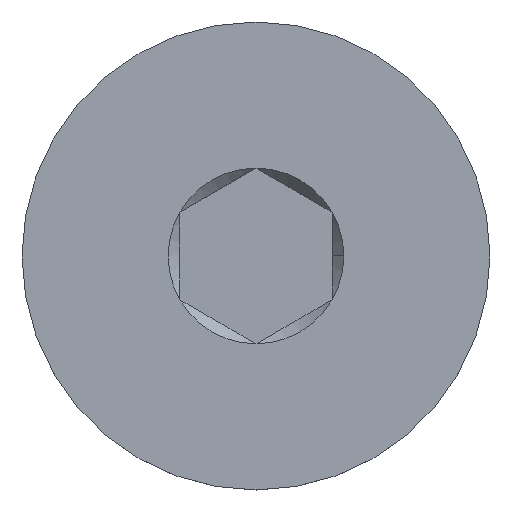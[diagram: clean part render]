
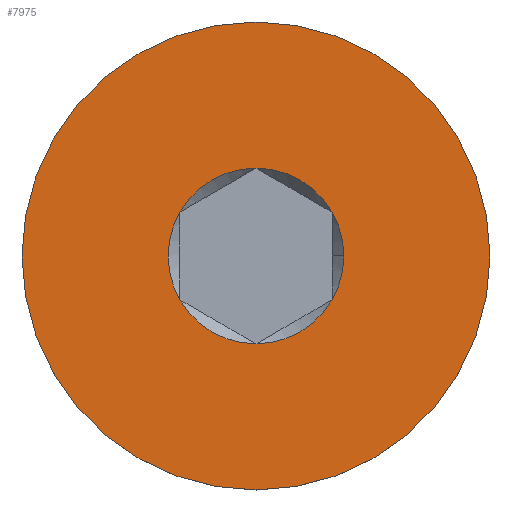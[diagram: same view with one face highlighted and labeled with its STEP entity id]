
A CAD part, top view. The second image highlights one B-rep face of the part: STEP entity #7975.
In plain terms, the highlighted planar face has unit normal (0, 0, 1).
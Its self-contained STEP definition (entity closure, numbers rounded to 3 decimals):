
#64 = PLANE ( 'NONE',  #606 ) ;
#380 = VERTEX_POINT ( 'NONE', #5869 ) ;
#410 = CIRCLE ( 'NONE', #2922, 0.751 ) ;
#419 = ORIENTED_EDGE ( 'NONE', *, *, #8800, .F. ) ;
#606 = AXIS2_PLACEMENT_3D ( 'NONE', #2273, #830, #6130 ) ;
#637 = ORIENTED_EDGE ( 'NONE', *, *, #9640, .F. ) ;
#735 = CARTESIAN_POINT ( 'NONE',  ( 0., 0., 0. ) ) ;
#775 = DIRECTION ( 'NONE',  ( 0., 0., 1. ) ) ;
#830 = DIRECTION ( 'NONE',  ( 0., 0., 1. ) ) ;
#943 = VERTEX_POINT ( 'NONE', #2145 ) ;
#1024 = CARTESIAN_POINT ( 'NONE',  ( 0.65, 0.375, 0. ) ) ;
#1244 = CARTESIAN_POINT ( 'NONE',  ( 0., 0., 0. ) ) ;
#1245 = CARTESIAN_POINT ( 'NONE',  ( 0., 0., 0. ) ) ;
#1318 = ORIENTED_EDGE ( 'NONE', *, *, #8743, .F. ) ;
#1479 = DIRECTION ( 'NONE',  ( 1., 0., 0. ) ) ;
#1895 = CARTESIAN_POINT ( 'NONE',  ( 0., -2., 0. ) ) ;
#2013 = DIRECTION ( 'NONE',  ( 1., 0., 0. ) ) ;
#2014 = DIRECTION ( 'NONE',  ( 1., 0., 0. ) ) ;
#2145 = CARTESIAN_POINT ( 'NONE',  ( -0.65, -0.375, 0. ) ) ;
#2273 = CARTESIAN_POINT ( 'NONE',  ( 0., -1., 0. ) ) ;
#2349 = AXIS2_PLACEMENT_3D ( 'NONE', #735, #6045, #1479 ) ;
#2449 = DIRECTION ( 'NONE',  ( 0., 0., 1. ) ) ;
#2853 = CARTESIAN_POINT ( 'NONE',  ( 0., 2., 0. ) ) ;
#2922 = AXIS2_PLACEMENT_3D ( 'NONE', #8449, #3897, #9205 ) ;
#2956 = ORIENTED_EDGE ( 'NONE', *, *, #3826, .F. ) ;
#3010 = CIRCLE ( 'NONE', #2349, 0.751 ) ;
#3246 = CARTESIAN_POINT ( 'NONE',  ( 0., 0., 0. ) ) ;
#3265 = EDGE_LOOP ( 'NONE', ( #4380, #6648 ) ) ;
#3754 = EDGE_CURVE ( 'NONE', #8230, #4318, #7825, .T. ) ;
#3826 = EDGE_CURVE ( 'NONE', #943, #380, #5564, .T. ) ;
#3860 = CARTESIAN_POINT ( 'NONE',  ( 0., 0., 0. ) ) ;
#3886 = DIRECTION ( 'NONE',  ( 0., 0., 1. ) ) ;
#3897 = DIRECTION ( 'NONE',  ( 0., 0., 1. ) ) ;
#3998 = CARTESIAN_POINT ( 'NONE',  ( 0.65, -0.375, 0. ) ) ;
#4018 = DIRECTION ( 'NONE',  ( 1., 0., 0. ) ) ;
#4318 = VERTEX_POINT ( 'NONE', #1895 ) ;
#4380 = ORIENTED_EDGE ( 'NONE', *, *, #7211, .T. ) ;
#4390 = EDGE_CURVE ( 'NONE', #7841, #9066, #5062, .T. ) ;
#4472 = AXIS2_PLACEMENT_3D ( 'NONE', #1244, #6559, #2013 ) ;
#4589 = CIRCLE ( 'NONE', #5171, 0.751 ) ;
#4634 = DIRECTION ( 'NONE',  ( 0., -1., 0. ) ) ;
#4691 = CARTESIAN_POINT ( 'NONE',  ( 0., 0.751, 0. ) ) ;
#4814 = ORIENTED_EDGE ( 'NONE', *, *, #9784, .F. ) ;
#4859 = EDGE_CURVE ( 'NONE', #5749, #8962, #4589, .T. ) ;
#5062 = CIRCLE ( 'NONE', #4472, 0.751 ) ;
#5171 = AXIS2_PLACEMENT_3D ( 'NONE', #1245, #6560, #2014 ) ;
#5327 = CARTESIAN_POINT ( 'NONE',  ( 0., 0., 0. ) ) ;
#5336 = ORIENTED_EDGE ( 'NONE', *, *, #4859, .F. ) ;
#5403 = AXIS2_PLACEMENT_3D ( 'NONE', #8440, #3886, #9192 ) ;
#5564 = CIRCLE ( 'NONE', #8470, 0.751 ) ;
#5592 = CIRCLE ( 'NONE', #6832, 2. ) ;
#5617 = AXIS2_PLACEMENT_3D ( 'NONE', #5327, #775, #6081 ) ;
#5749 = VERTEX_POINT ( 'NONE', #3998 ) ;
#5869 = CARTESIAN_POINT ( 'NONE',  ( 0., -0.751, 0. ) ) ;
#5956 = AXIS2_PLACEMENT_3D ( 'NONE', #3246, #8555, #4018 ) ;
#5960 = CIRCLE ( 'NONE', #5617, 0.751 ) ;
#6045 = DIRECTION ( 'NONE',  ( 0., 0., 1. ) ) ;
#6081 = DIRECTION ( 'NONE',  ( 1., 0., 0. ) ) ;
#6130 = DIRECTION ( 'NONE',  ( 0., -1., 0. ) ) ;
#6271 = FACE_BOUND ( 'NONE', #8182, .T. ) ;
#6559 = DIRECTION ( 'NONE',  ( 0., 0., 1. ) ) ;
#6560 = DIRECTION ( 'NONE',  ( 0., 0., 1. ) ) ;
#6612 = ORIENTED_EDGE ( 'NONE', *, *, #4390, .F. ) ;
#6648 = ORIENTED_EDGE ( 'NONE', *, *, #3754, .T. ) ;
#6832 = AXIS2_PLACEMENT_3D ( 'NONE', #3860, #9169, #4634 ) ;
#6995 = CARTESIAN_POINT ( 'NONE',  ( 0., 0., 0. ) ) ;
#7211 = EDGE_CURVE ( 'NONE', #4318, #8230, #5592, .T. ) ;
#7251 = CARTESIAN_POINT ( 'NONE',  ( 0.751, 0., 0. ) ) ;
#7765 = DIRECTION ( 'NONE',  ( 1., 0., 0. ) ) ;
#7825 = CIRCLE ( 'NONE', #5403, 2. ) ;
#7841 = VERTEX_POINT ( 'NONE', #4691 ) ;
#7975 = ADVANCED_FACE ( 'NONE', ( #6271, #8070 ), #64, .T. ) ;
#8070 = FACE_OUTER_BOUND ( 'NONE', #3265, .T. ) ;
#8167 = CARTESIAN_POINT ( 'NONE',  ( -0.65, 0.375, 0. ) ) ;
#8182 = EDGE_LOOP ( 'NONE', ( #419, #2956, #1318, #6612, #4814, #637, #5336 ) ) ;
#8230 = VERTEX_POINT ( 'NONE', #2853 ) ;
#8249 = CIRCLE ( 'NONE', #5956, 0.751 ) ;
#8440 = CARTESIAN_POINT ( 'NONE',  ( 0., 0., 0. ) ) ;
#8449 = CARTESIAN_POINT ( 'NONE',  ( 0., 0., 0. ) ) ;
#8470 = AXIS2_PLACEMENT_3D ( 'NONE', #6995, #2449, #7765 ) ;
#8555 = DIRECTION ( 'NONE',  ( 0., 0., 1. ) ) ;
#8743 = EDGE_CURVE ( 'NONE', #9066, #943, #410, .T. ) ;
#8800 = EDGE_CURVE ( 'NONE', #380, #5749, #8249, .T. ) ;
#8962 = VERTEX_POINT ( 'NONE', #7251 ) ;
#9066 = VERTEX_POINT ( 'NONE', #8167 ) ;
#9169 = DIRECTION ( 'NONE',  ( 0., 0., 1. ) ) ;
#9192 = DIRECTION ( 'NONE',  ( 0., -1., 0. ) ) ;
#9205 = DIRECTION ( 'NONE',  ( 1., 0., 0. ) ) ;
#9388 = VERTEX_POINT ( 'NONE', #1024 ) ;
#9640 = EDGE_CURVE ( 'NONE', #8962, #9388, #5960, .T. ) ;
#9784 = EDGE_CURVE ( 'NONE', #9388, #7841, #3010, .T. ) ;
